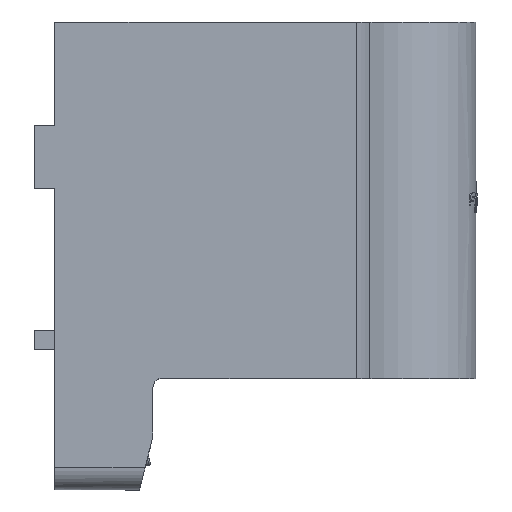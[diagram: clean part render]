
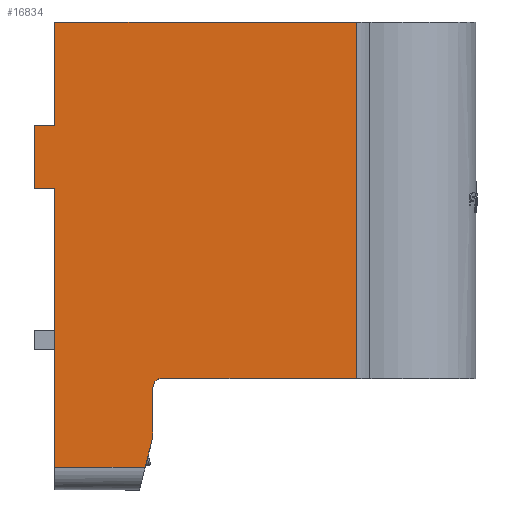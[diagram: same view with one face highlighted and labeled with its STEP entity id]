
A CAD part, top view. The second image highlights one B-rep face of the part: STEP entity #16834.
In plain terms, the highlighted planar face has unit normal (0, 0, 1).
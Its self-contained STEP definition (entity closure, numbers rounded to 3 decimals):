
#442 = CARTESIAN_POINT ( 'NONE',  ( 69.843, -26.675, 0. ) ) ;
#591 = ORIENTED_EDGE ( 'NONE', *, *, #11813, .T. ) ;
#607 = VERTEX_POINT ( 'NONE', #17942 ) ;
#689 = VERTEX_POINT ( 'NONE', #747 ) ;
#747 = CARTESIAN_POINT ( 'NONE',  ( 20.25, -46.675, 0. ) ) ;
#832 = DIRECTION ( 'NONE',  ( -1., 0., 0. ) ) ;
#919 = LINE ( 'NONE', #8294, #2609 ) ;
#990 = AXIS2_PLACEMENT_3D ( 'NONE', #10522, #10607, #1408 ) ;
#1041 = DIRECTION ( 'NONE',  ( 0., 1., 0. ) ) ;
#1115 = ORIENTED_EDGE ( 'NONE', *, *, #10238, .F. ) ;
#1116 = LINE ( 'NONE', #7100, #3812 ) ;
#1408 = DIRECTION ( 'NONE',  ( -1., 0., 0. ) ) ;
#1678 = VERTEX_POINT ( 'NONE', #6760 ) ;
#1810 = CARTESIAN_POINT ( 'NONE',  ( 24., -26.675, 0. ) ) ;
#1919 = CIRCLE ( 'NONE', #990, 2. ) ;
#1979 = DIRECTION ( 'NONE',  ( 1., 0., 0. ) ) ;
#2297 = VECTOR ( 'NONE', #14185, 1000. ) ;
#2417 = LINE ( 'NONE', #17335, #13900 ) ;
#2496 = LINE ( 'NONE', #8385, #2297 ) ;
#2609 = VECTOR ( 'NONE', #832, 1000. ) ;
#2792 = VERTEX_POINT ( 'NONE', #17100 ) ;
#2850 = VERTEX_POINT ( 'NONE', #6872 ) ;
#3804 = DIRECTION ( 'NONE',  ( 0., -1., 0. ) ) ;
#3812 = VECTOR ( 'NONE', #13090, 1000. ) ;
#4038 = EDGE_CURVE ( 'NONE', #17553, #7522, #13765, .T. ) ;
#4234 = CARTESIAN_POINT ( 'NONE',  ( 22., -38.936, 0. ) ) ;
#4305 = ORIENTED_EDGE ( 'NONE', *, *, #16371, .T. ) ;
#4379 = VERTEX_POINT ( 'NONE', #12082 ) ;
#5150 = ORIENTED_EDGE ( 'NONE', *, *, #6001, .T. ) ;
#5214 = LINE ( 'NONE', #5657, #17713 ) ;
#5274 = LINE ( 'NONE', #12447, #10978 ) ;
#5301 = ORIENTED_EDGE ( 'NONE', *, *, #10109, .T. ) ;
#5416 = VECTOR ( 'NONE', #7409, 1000. ) ;
#5459 = ORIENTED_EDGE ( 'NONE', *, *, #7627, .T. ) ;
#5657 = CARTESIAN_POINT ( 'NONE',  ( 2.5, -46.675, 0. ) ) ;
#5833 = ORIENTED_EDGE ( 'NONE', *, *, #15145, .F. ) ;
#6001 = EDGE_CURVE ( 'NONE', #2792, #9216, #5274, .T. ) ;
#6415 = DIRECTION ( 'NONE',  ( 0., 0., -1. ) ) ;
#6760 = CARTESIAN_POINT ( 'NONE',  ( -4.5, 16., 0. ) ) ;
#6872 = CARTESIAN_POINT ( 'NONE',  ( 67.69, 53.325, 0. ) ) ;
#6944 = VECTOR ( 'NONE', #17193, 1000. ) ;
#7001 = VECTOR ( 'NONE', #1979, 1000. ) ;
#7073 = ORIENTED_EDGE ( 'NONE', *, *, #4038, .F. ) ;
#7100 = CARTESIAN_POINT ( 'NONE',  ( 22., -39.675, 0. ) ) ;
#7108 = DIRECTION ( 'NONE',  ( -1., 0., 0. ) ) ;
#7409 = DIRECTION ( 'NONE',  ( 0., -1., 0. ) ) ;
#7418 = VERTEX_POINT ( 'NONE', #18707 ) ;
#7422 = DIRECTION ( 'NONE',  ( -1., 0., 0. ) ) ;
#7522 = VERTEX_POINT ( 'NONE', #10235 ) ;
#7627 = EDGE_CURVE ( 'NONE', #689, #7418, #1116, .T. ) ;
#7651 = VECTOR ( 'NONE', #9748, 1000. ) ;
#7712 = EDGE_CURVE ( 'NONE', #607, #9525, #1919, .T. ) ;
#7884 = FACE_OUTER_BOUND ( 'NONE', #10647, .T. ) ;
#8294 = CARTESIAN_POINT ( 'NONE',  ( 17.085, 16., 0. ) ) ;
#8385 = CARTESIAN_POINT ( 'NONE',  ( 0., 53.325, 0. ) ) ;
#8889 = CARTESIAN_POINT ( 'NONE',  ( 69.843, -26.675, 0. ) ) ;
#9216 = VERTEX_POINT ( 'NONE', #18139 ) ;
#9276 = PLANE ( 'NONE',  #10470 ) ;
#9525 = VERTEX_POINT ( 'NONE', #1810 ) ;
#9651 = LINE ( 'NONE', #15638, #7651 ) ;
#9748 = DIRECTION ( 'NONE',  ( 0., -1., 0. ) ) ;
#9849 = DIRECTION ( 'NONE',  ( -1., 0., 0. ) ) ;
#9952 = EDGE_CURVE ( 'NONE', #19044, #9525, #11749, .T. ) ;
#10109 = EDGE_CURVE ( 'NONE', #4379, #7522, #2496, .T. ) ;
#10235 = CARTESIAN_POINT ( 'NONE',  ( 0., 30.2, 0. ) ) ;
#10238 = EDGE_CURVE ( 'NONE', #607, #12861, #11624, .T. ) ;
#10470 = AXIS2_PLACEMENT_3D ( 'NONE', #442, #6415, #7108 ) ;
#10522 = CARTESIAN_POINT ( 'NONE',  ( 24., -28.675, 0. ) ) ;
#10607 = DIRECTION ( 'NONE',  ( 0., 0., -1. ) ) ;
#10647 = EDGE_LOOP ( 'NONE', ( #591, #5459, #4305, #1115, #18042, #17427, #13808, #11721, #5301, #7073, #11288, #5833, #5150 ) ) ;
#10978 = VECTOR ( 'NONE', #3804, 1000. ) ;
#11288 = ORIENTED_EDGE ( 'NONE', *, *, #16880, .T. ) ;
#11321 = CARTESIAN_POINT ( 'NONE',  ( 16., -38.936, 0. ) ) ;
#11624 = LINE ( 'NONE', #17615, #5416 ) ;
#11721 = ORIENTED_EDGE ( 'NONE', *, *, #13621, .T. ) ;
#11749 = LINE ( 'NONE', #8889, #18921 ) ;
#11813 = EDGE_CURVE ( 'NONE', #9216, #689, #5214, .T. ) ;
#11968 = CARTESIAN_POINT ( 'NONE',  ( -4.5, 30.2, 0. ) ) ;
#12082 = CARTESIAN_POINT ( 'NONE',  ( 0., 53.325, 0. ) ) ;
#12447 = CARTESIAN_POINT ( 'NONE',  ( 0., 53.325, 0. ) ) ;
#12588 = CARTESIAN_POINT ( 'NONE',  ( -4.5, 30.2, 0. ) ) ;
#12782 = CARTESIAN_POINT ( 'NONE',  ( 69.843, 53.325, 0. ) ) ;
#12861 = VERTEX_POINT ( 'NONE', #4234 ) ;
#13090 = DIRECTION ( 'NONE',  ( 0.243, 0.97, 0. ) ) ;
#13370 = CARTESIAN_POINT ( 'NONE',  ( 67.69, -26.675, 0. ) ) ;
#13621 = EDGE_CURVE ( 'NONE', #2850, #4379, #16993, .T. ) ;
#13765 = LINE ( 'NONE', #12588, #7001 ) ;
#13808 = ORIENTED_EDGE ( 'NONE', *, *, #15948, .T. ) ;
#13900 = VECTOR ( 'NONE', #1041, 1000. ) ;
#14185 = DIRECTION ( 'NONE',  ( 0., -1., 0. ) ) ;
#14224 = CIRCLE ( 'NONE', #15468, 6. ) ;
#15145 = EDGE_CURVE ( 'NONE', #2792, #1678, #919, .T. ) ;
#15468 = AXIS2_PLACEMENT_3D ( 'NONE', #11321, #17308, #9849 ) ;
#15638 = CARTESIAN_POINT ( 'NONE',  ( -4.5, 30.2, 0. ) ) ;
#15948 = EDGE_CURVE ( 'NONE', #19044, #2850, #2417, .T. ) ;
#16371 = EDGE_CURVE ( 'NONE', #7418, #12861, #14224, .T. ) ;
#16834 = ADVANCED_FACE ( 'NONE', ( #7884 ), #9276, .F. ) ;
#16880 = EDGE_CURVE ( 'NONE', #17553, #1678, #9651, .T. ) ;
#16993 = LINE ( 'NONE', #12782, #6944 ) ;
#17100 = CARTESIAN_POINT ( 'NONE',  ( 0., 16., 0. ) ) ;
#17185 = DIRECTION ( 'NONE',  ( 1., 0., 0. ) ) ;
#17193 = DIRECTION ( 'NONE',  ( -1., 0., 0. ) ) ;
#17308 = DIRECTION ( 'NONE',  ( 0., 0., 1. ) ) ;
#17335 = CARTESIAN_POINT ( 'NONE',  ( 67.69, 53.325, 0. ) ) ;
#17427 = ORIENTED_EDGE ( 'NONE', *, *, #9952, .F. ) ;
#17553 = VERTEX_POINT ( 'NONE', #11968 ) ;
#17615 = CARTESIAN_POINT ( 'NONE',  ( 22., -26.675, 0. ) ) ;
#17713 = VECTOR ( 'NONE', #17185, 1000. ) ;
#17942 = CARTESIAN_POINT ( 'NONE',  ( 22., -28.675, 0. ) ) ;
#18042 = ORIENTED_EDGE ( 'NONE', *, *, #7712, .T. ) ;
#18139 = CARTESIAN_POINT ( 'NONE',  ( 0., -46.675, 0. ) ) ;
#18707 = CARTESIAN_POINT ( 'NONE',  ( 21.821, -40.392, 0. ) ) ;
#18921 = VECTOR ( 'NONE', #7422, 1000. ) ;
#19044 = VERTEX_POINT ( 'NONE', #13370 ) ;
